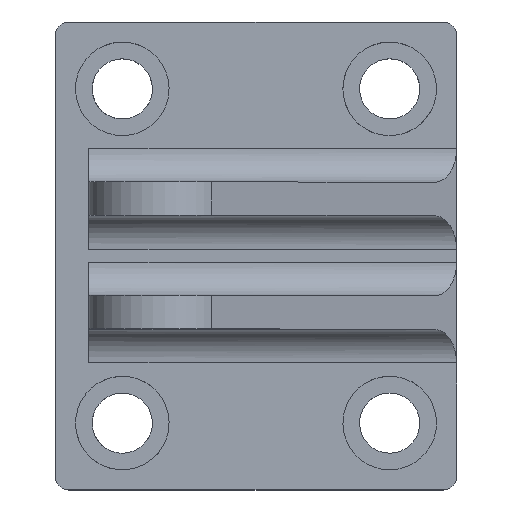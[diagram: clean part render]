
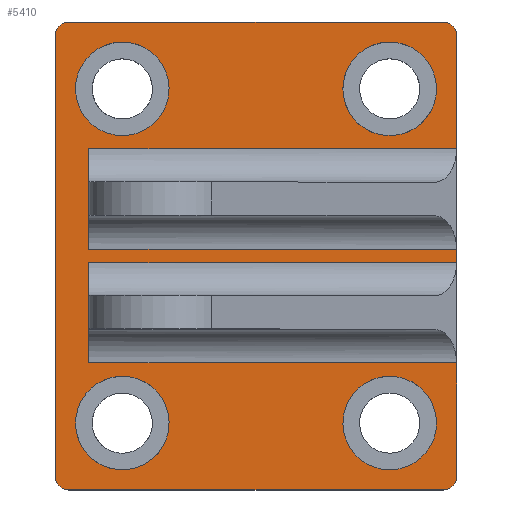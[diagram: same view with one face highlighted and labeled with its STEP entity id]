
A CAD part, top view. The second image highlights one B-rep face of the part: STEP entity #5410.
In plain terms, the highlighted planar face has unit normal (0, 0, 1).
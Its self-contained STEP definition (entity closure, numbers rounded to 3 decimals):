
#990=CARTESIAN_POINT('',(156.5,-139.8,-170.));
#1000=VERTEX_POINT('',#990);
#1030=CARTESIAN_POINT('',(101.5,-139.8,-170.));
#1040=DIRECTION('',(1.,0.,0.));
#1050=VECTOR('',#1040,1.);
#1060=LINE('',#1030,#1050);
#1070=CARTESIAN_POINT('',(101.5,-139.8,-170.));
#1080=VERTEX_POINT('',#1070);
#1090=EDGE_CURVE('',#1080,#1000,#1060,.T.);
#1430=CARTESIAN_POINT('',(156.5,-124.8,-170.));
#1440=VERTEX_POINT('',#1430);
#1670=CARTESIAN_POINT('',(156.5,-156.8,-170.));
#1680=VERTEX_POINT('',#1670);
#1710=CARTESIAN_POINT('',(156.5,-156.8,-170.));
#1720=DIRECTION('',(0.,1.,0.));
#1730=VECTOR('',#1720,1.);
#1740=LINE('',#1710,#1730);
#1750=EDGE_CURVE('',#1680,#1000,#1740,.T.);
#1780=CARTESIAN_POINT('',(156.5,-122.8,-170.));
#1790=DIRECTION('',(0.,-1.,0.));
#1800=VECTOR('',#1790,1.);
#1810=LINE('',#1780,#1800);
#1820=CARTESIAN_POINT('',(156.5,-122.8,-170.));
#1830=VERTEX_POINT('',#1820);
#1840=EDGE_CURVE('',#1830,#1440,#1810,.T.);
#1900=CARTESIAN_POINT('',(156.5,-107.8,-170.));
#1910=VERTEX_POINT('',#1900);
#1940=CARTESIAN_POINT('',(156.5,-90.8,-170.));
#1950=DIRECTION('',(0.,-1.,0.));
#1960=VECTOR('',#1950,1.);
#1970=LINE('',#1940,#1960);
#1980=CARTESIAN_POINT('',(156.5,-90.8,-170.));
#1990=VERTEX_POINT('',#1980);
#2000=EDGE_CURVE('',#1990,#1910,#1970,.T.);
#3550=CARTESIAN_POINT('',(96.5,-156.8,-170.));
#3560=VERTEX_POINT('',#3550);
#3640=CARTESIAN_POINT('',(96.5,-90.8,-170.));
#3650=VERTEX_POINT('',#3640);
#3680=CARTESIAN_POINT('',(96.5,-156.8,-170.));
#3690=DIRECTION('',(0.,1.,0.));
#3700=VECTOR('',#3690,1.);
#3710=LINE('',#3680,#3700);
#3720=EDGE_CURVE('',#3560,#3650,#3710,.T.);
#3770=CARTESIAN_POINT('',(156.5,-123.8,-170.));
#3780=DIRECTION('',(0.,0.,1.));
#3790=DIRECTION('',(-1.,0.,0.));
#3800=AXIS2_PLACEMENT_3D('',#3770,#3780,#3790);
#3810=PLANE('',#3800);
#3820=CARTESIAN_POINT('',(98.5,-156.8,-170.));
#3830=DIRECTION('',(0.,0.,1.));
#3840=DIRECTION('',(-1.,0.,0.));
#3850=AXIS2_PLACEMENT_3D('',#3820,#3830,#3840);
#3860=CIRCLE('',#3850,2.);
#3870=CARTESIAN_POINT('',(98.5,-158.8,-170.));
#3880=VERTEX_POINT('',#3870);
#3890=EDGE_CURVE('',#3560,#3880,#3860,.T.);
#3900=ORIENTED_EDGE('',*,*,#3890,.T.);
#3910=ORIENTED_EDGE('',*,*,#3720,.F.);
#3920=CARTESIAN_POINT('',(98.5,-90.8,-170.));
#3930=DIRECTION('',(0.,-0.,1.));
#3940=DIRECTION('',(0.,1.,0.));
#3950=AXIS2_PLACEMENT_3D('',#3920,#3930,#3940);
#3960=CIRCLE('',#3950,2.);
#3970=CARTESIAN_POINT('',(98.5,-88.8,-170.));
#3980=VERTEX_POINT('',#3970);
#3990=EDGE_CURVE('',#3980,#3650,#3960,.T.);
#4000=ORIENTED_EDGE('',*,*,#3990,.T.);
#4010=CARTESIAN_POINT('',(154.5,-88.8,-170.));
#4020=DIRECTION('',(-1.,0.,0.));
#4030=VECTOR('',#4020,1.);
#4040=LINE('',#4010,#4030);
#4050=CARTESIAN_POINT('',(154.5,-88.8,-170.));
#4060=VERTEX_POINT('',#4050);
#4070=EDGE_CURVE('',#4060,#3980,#4040,.T.);
#4080=ORIENTED_EDGE('',*,*,#4070,.T.);
#4090=CARTESIAN_POINT('',(154.5,-90.8,-170.));
#4100=DIRECTION('',(0.,0.,1.));
#4110=DIRECTION('',(1.,0.,0.));
#4120=AXIS2_PLACEMENT_3D('',#4090,#4100,#4110);
#4130=CIRCLE('',#4120,2.);
#4140=EDGE_CURVE('',#1990,#4060,#4130,.T.);
#4150=ORIENTED_EDGE('',*,*,#4140,.T.);
#4160=ORIENTED_EDGE('',*,*,#2000,.F.);
#4170=CARTESIAN_POINT('',(156.5,-107.8,-170.));
#4180=DIRECTION('',(-1.,0.,0.));
#4190=VECTOR('',#4180,1.);
#4200=LINE('',#4170,#4190);
#4210=CARTESIAN_POINT('',(101.5,-107.8,-170.));
#4220=VERTEX_POINT('',#4210);
#4230=EDGE_CURVE('',#1910,#4220,#4200,.T.);
#4240=ORIENTED_EDGE('',*,*,#4230,.F.);
#4250=CARTESIAN_POINT('',(101.5,-117.8,-170.));
#4260=DIRECTION('',(0.,-1.,0.));
#4270=VECTOR('',#4260,1.);
#4280=LINE('',#4250,#4270);
#4290=CARTESIAN_POINT('',(101.5,-122.8,-170.));
#4300=VERTEX_POINT('',#4290);
#4310=EDGE_CURVE('',#4220,#4300,#4280,.T.);
#4320=ORIENTED_EDGE('',*,*,#4310,.F.);
#4330=CARTESIAN_POINT('',(101.5,-122.8,-170.));
#4340=DIRECTION('',(1.,0.,0.));
#4350=VECTOR('',#4340,1.);
#4360=LINE('',#4330,#4350);
#4370=EDGE_CURVE('',#4300,#1830,#4360,.T.);
#4380=ORIENTED_EDGE('',*,*,#4370,.F.);
#4390=ORIENTED_EDGE('',*,*,#1840,.F.);
#4400=CARTESIAN_POINT('',(156.5,-124.8,-170.));
#4410=DIRECTION('',(-1.,0.,0.));
#4420=VECTOR('',#4410,1.);
#4430=LINE('',#4400,#4420);
#4440=CARTESIAN_POINT('',(101.5,-124.8,-170.));
#4450=VERTEX_POINT('',#4440);
#4460=EDGE_CURVE('',#1440,#4450,#4430,.T.);
#4470=ORIENTED_EDGE('',*,*,#4460,.F.);
#4480=CARTESIAN_POINT('',(101.5,-134.8,-170.));
#4490=DIRECTION('',(0.,-1.,0.));
#4500=VECTOR('',#4490,1.);
#4510=LINE('',#4480,#4500);
#4520=EDGE_CURVE('',#4450,#1080,#4510,.T.);
#4530=ORIENTED_EDGE('',*,*,#4520,.F.);
#4540=ORIENTED_EDGE('',*,*,#1090,.F.);
#4550=ORIENTED_EDGE('',*,*,#1750,.T.);
#4560=CARTESIAN_POINT('',(154.5,-156.8,-170.));
#4570=DIRECTION('',(0.,0.,1.));
#4580=DIRECTION('',(0.,-1.,0.));
#4590=AXIS2_PLACEMENT_3D('',#4560,#4570,#4580);
#4600=CIRCLE('',#4590,2.);
#4610=CARTESIAN_POINT('',(154.5,-158.8,-170.));
#4620=VERTEX_POINT('',#4610);
#4630=EDGE_CURVE('',#4620,#1680,#4600,.T.);
#4640=ORIENTED_EDGE('',*,*,#4630,.T.);
#4650=CARTESIAN_POINT('',(154.5,-158.8,-170.));
#4660=DIRECTION('',(-1.,0.,0.));
#4670=VECTOR('',#4660,1.);
#4680=LINE('',#4650,#4670);
#4690=EDGE_CURVE('',#4620,#3880,#4680,.T.);
#4700=ORIENTED_EDGE('',*,*,#4690,.F.);
#4710=EDGE_LOOP('',(#4700,#4640,#4550,#4540,#4530,#4470,#4390,#4380,
#4320,#4240,#4160,#4150,#4080,#4000,#3910,#3900));
#4720=FACE_OUTER_BOUND('',#4710,.T.);
#4730=CARTESIAN_POINT('',(146.5,-148.8,-170.));
#4740=DIRECTION('',(0.,0.,-1.));
#4750=DIRECTION('',(-0.878,0.479,
0.));
#4760=AXIS2_PLACEMENT_3D('',#4730,#4740,#4750);
#4770=CIRCLE('',#4760,7.);
#4780=CARTESIAN_POINT('',(140.357,-145.444,-170.));
#4790=VERTEX_POINT('',#4780);
#4800=CARTESIAN_POINT('',(152.643,-152.156,
-170.));
#4810=VERTEX_POINT('',#4800);
#4820=EDGE_CURVE('',#4790,#4810,#4770,.T.);
#4830=ORIENTED_EDGE('',*,*,#4820,.T.);
#4840=EDGE_CURVE('',#4810,#4790,#4770,.T.);
#4850=ORIENTED_EDGE('',*,*,#4840,.T.);
#4860=EDGE_LOOP('',(#4850,#4830));
#4870=FACE_BOUND('',#4860,.T.);
#4880=CARTESIAN_POINT('',(106.5,-148.8,-170.));
#4890=DIRECTION('',(0.,0.,-1.));
#4900=DIRECTION('',(-0.878,0.479,
0.));
#4910=AXIS2_PLACEMENT_3D('',#4880,#4890,#4900);
#4920=CIRCLE('',#4910,7.);
#4930=CARTESIAN_POINT('',(100.357,-145.444,
-170.));
#4940=VERTEX_POINT('',#4930);
#4950=CARTESIAN_POINT('',(112.643,-152.156,
-170.));
#4960=VERTEX_POINT('',#4950);
#4970=EDGE_CURVE('',#4940,#4960,#4920,.T.);
#4980=ORIENTED_EDGE('',*,*,#4970,.T.);
#4990=CARTESIAN_POINT('',(99.5,-148.8,-170.));
#5000=VERTEX_POINT('',#4990);
#5010=EDGE_CURVE('',#5000,#4940,#4920,.T.);
#5020=ORIENTED_EDGE('',*,*,#5010,.T.);
#5030=EDGE_CURVE('',#4960,#5000,#4920,.T.);
#5040=ORIENTED_EDGE('',*,*,#5030,.T.);
#5050=EDGE_LOOP('',(#5040,#5020,#4980));
#5060=FACE_BOUND('',#5050,.T.);
#5070=CARTESIAN_POINT('',(146.5,-98.8,-170.));
#5080=DIRECTION('',(0.,0.,-1.));
#5090=DIRECTION('',(-0.878,0.479,
0.));
#5100=AXIS2_PLACEMENT_3D('',#5070,#5080,#5090);
#5110=CIRCLE('',#5100,7.);
#5120=CARTESIAN_POINT('',(140.357,-95.444,
-170.));
#5130=VERTEX_POINT('',#5120);
#5140=CARTESIAN_POINT('',(152.643,-102.156,
-170.));
#5150=VERTEX_POINT('',#5140);
#5160=EDGE_CURVE('',#5130,#5150,#5110,.T.);
#5170=ORIENTED_EDGE('',*,*,#5160,.T.);
#5180=CARTESIAN_POINT('',(139.5,-98.8,-170.));
#5190=VERTEX_POINT('',#5180);
#5200=EDGE_CURVE('',#5190,#5130,#5110,.T.);
#5210=ORIENTED_EDGE('',*,*,#5200,.T.);
#5220=EDGE_CURVE('',#5150,#5190,#5110,.T.);
#5230=ORIENTED_EDGE('',*,*,#5220,.T.);
#5240=EDGE_LOOP('',(#5230,#5210,#5170));
#5250=FACE_BOUND('',#5240,.T.);
#5260=CARTESIAN_POINT('',(106.5,-98.8,-170.));
#5270=DIRECTION('',(0.,0.,-1.));
#5280=DIRECTION('',(-0.878,0.479,
0.));
#5290=AXIS2_PLACEMENT_3D('',#5260,#5270,#5280);
#5300=CIRCLE('',#5290,7.);
#5310=CARTESIAN_POINT('',(112.643,-102.156,
-170.));
#5320=VERTEX_POINT('',#5310);
#5330=CARTESIAN_POINT('',(100.357,-95.444,
-170.));
#5340=VERTEX_POINT('',#5330);
#5350=EDGE_CURVE('',#5320,#5340,#5300,.T.);
#5360=ORIENTED_EDGE('',*,*,#5350,.T.);
#5370=EDGE_CURVE('',#5340,#5320,#5300,.T.);
#5380=ORIENTED_EDGE('',*,*,#5370,.T.);
#5390=EDGE_LOOP('',(#5380,#5360));
#5400=FACE_BOUND('',#5390,.T.);
#5410=ADVANCED_FACE('',(#4720,#4870,#5060,#5250,#5400),#3810,.T.);
